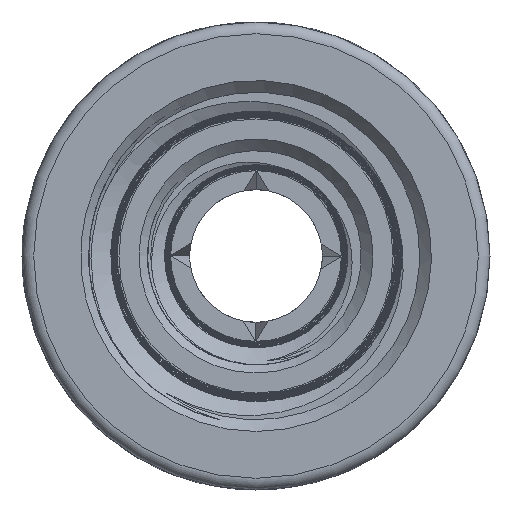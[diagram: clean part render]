
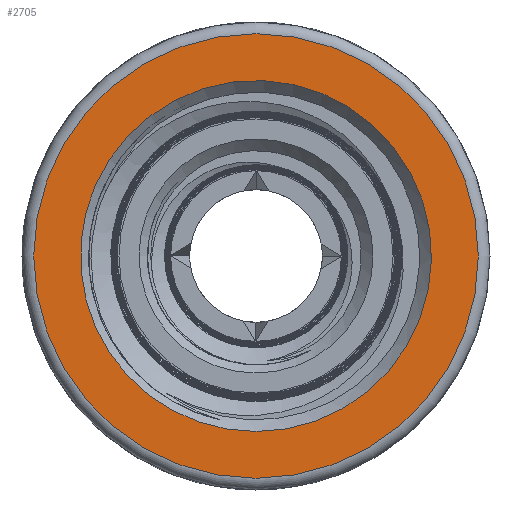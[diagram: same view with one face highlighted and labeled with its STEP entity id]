
A CAD part, left-side view. The second image highlights one B-rep face of the part: STEP entity #2705.
In plain terms, the highlighted planar face has unit normal (-1, 0, 0).
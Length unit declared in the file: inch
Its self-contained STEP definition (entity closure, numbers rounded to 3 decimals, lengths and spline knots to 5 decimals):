
#2663=CARTESIAN_POINT('',(-1.23728,0.57,0.0));
#2664=VERTEX_POINT('',#2663);
#2665=CARTESIAN_POINT('',(-1.23728,0.,0.0));
#2666=DIRECTION('',(1.0,0.0,0.0));
#2667=DIRECTION('',(0.0,-1.0,0.0));
#2668=AXIS2_PLACEMENT_3D('',#2665,#2666,#2667);
#2669=CIRCLE('',#2668,0.57);
#2670=EDGE_CURVE('',#2664,#2664,#2669,.T.);
#2686=CARTESIAN_POINT('',(-1.23728,0.47575,0.0));
#2687=DIRECTION('',(-1.0,0.0,0.0));
#2688=DIRECTION('',(0.0,0.0,1.0));
#2689=AXIS2_PLACEMENT_3D('',#2686,#2687,#2688);
#2690=PLANE('',#2689);
#2691=ORIENTED_EDGE('',*,*,#2670,.F.);
#2692=EDGE_LOOP('',(#2691));
#2693=FACE_OUTER_BOUND('',#2692,.T.);
#2694=CARTESIAN_POINT('',(-1.23728,0.,-0.45));
#2695=VERTEX_POINT('',#2694);
#2696=CARTESIAN_POINT('',(-1.23728,0.,0.));
#2697=DIRECTION('',(-1.0,0.0,0.0));
#2698=DIRECTION('',(0.0,0.0,1.0));
#2699=AXIS2_PLACEMENT_3D('',#2696,#2697,#2698);
#2700=CIRCLE('',#2699,0.45);
#2701=EDGE_CURVE('',#2695,#2695,#2700,.T.);
#2702=ORIENTED_EDGE('',*,*,#2701,.F.);
#2703=EDGE_LOOP('',(#2702));
#2704=FACE_BOUND('',#2703,.T.);
#2705=ADVANCED_FACE('',(#2693,#2704),#2690,.T.);
